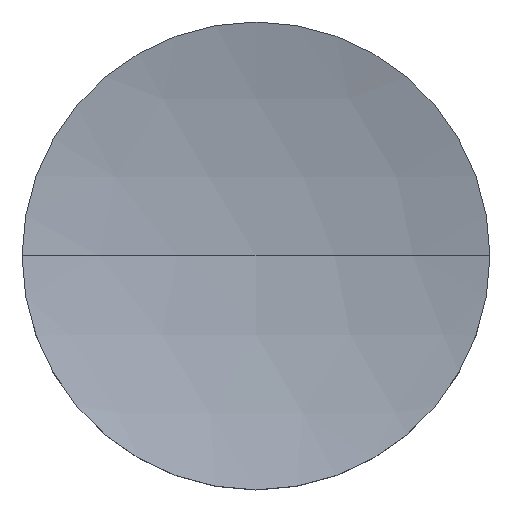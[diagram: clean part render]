
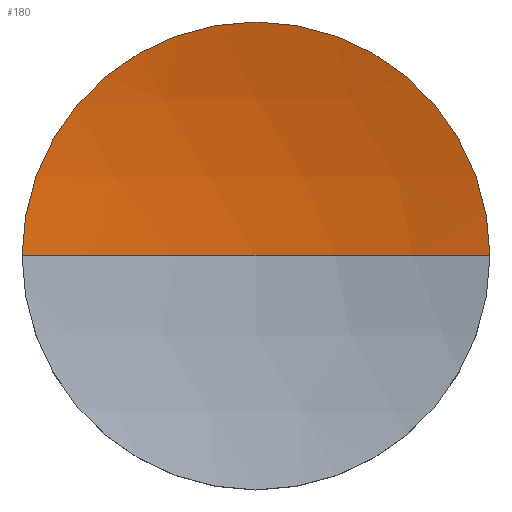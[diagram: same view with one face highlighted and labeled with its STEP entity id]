
A CAD part, top view. The second image highlights one B-rep face of the part: STEP entity #180.
In plain terms, the highlighted spherical face has radius 50 mm.
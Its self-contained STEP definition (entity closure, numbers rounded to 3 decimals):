
#18 = AXIS2_PLACEMENT_3D ( 'NONE', #52, #108, #134 ) ;
#25 = AXIS2_PLACEMENT_3D ( 'NONE', #49, #34, #186 ) ;
#27 = VERTEX_POINT ( 'NONE', #92 ) ;
#29 = CIRCLE ( 'NONE', #166, 50. ) ;
#34 = DIRECTION ( 'NONE',  ( 0., -1., 0. ) ) ;
#47 = ORIENTED_EDGE ( 'NONE', *, *, #143, .T. ) ;
#49 = CARTESIAN_POINT ( 'NONE',  ( 0., 0., 54.36 ) ) ;
#50 = CARTESIAN_POINT ( 'NONE',  ( 0., 0., 6. ) ) ;
#52 = CARTESIAN_POINT ( 'NONE',  ( 0., 0., 54.36 ) ) ;
#58 = EDGE_LOOP ( 'NONE', ( #145, #47, #117 ) ) ;
#65 = DIRECTION ( 'NONE',  ( 1., 0., 0. ) ) ;
#74 = CARTESIAN_POINT ( 'NONE',  ( 12.7, 0., 6. ) ) ;
#80 = CIRCLE ( 'NONE', #194, 12.7 ) ;
#85 = VERTEX_POINT ( 'NONE', #174 ) ;
#92 = CARTESIAN_POINT ( 'NONE',  ( 0., 0., 4.36 ) ) ;
#95 = FACE_OUTER_BOUND ( 'NONE', #58, .T. ) ;
#104 = CIRCLE ( 'NONE', #18, 50. ) ;
#108 = DIRECTION ( 'NONE',  ( 0., -1., 0. ) ) ;
#117 = ORIENTED_EDGE ( 'NONE', *, *, #129, .F. ) ;
#129 = EDGE_CURVE ( 'NONE', #195, #27, #29, .T. ) ;
#134 = DIRECTION ( 'NONE',  ( 1., 0., 0. ) ) ;
#139 = EDGE_CURVE ( 'NONE', #85, #195, #80, .T. ) ;
#143 = EDGE_CURVE ( 'NONE', #85, #27, #104, .T. ) ;
#145 = ORIENTED_EDGE ( 'NONE', *, *, #139, .F. ) ;
#154 = DIRECTION ( 'NONE',  ( 0., 1., 0. ) ) ;
#166 = AXIS2_PLACEMENT_3D ( 'NONE', #170, #154, #188 ) ;
#170 = CARTESIAN_POINT ( 'NONE',  ( 0., 0., 54.36 ) ) ;
#171 = SPHERICAL_SURFACE ( 'NONE', #25, 50. ) ;
#172 = DIRECTION ( 'NONE',  ( 0., 0., -1. ) ) ;
#174 = CARTESIAN_POINT ( 'NONE',  ( -12.7, 0., 6. ) ) ;
#180 = ADVANCED_FACE ( 'NONE', ( #95 ), #171, .F. ) ;
#186 = DIRECTION ( 'NONE',  ( 1., 0., 0. ) ) ;
#188 = DIRECTION ( 'NONE',  ( 0., 0., 1. ) ) ;
#194 = AXIS2_PLACEMENT_3D ( 'NONE', #50, #172, #65 ) ;
#195 = VERTEX_POINT ( 'NONE', #74 ) ;
